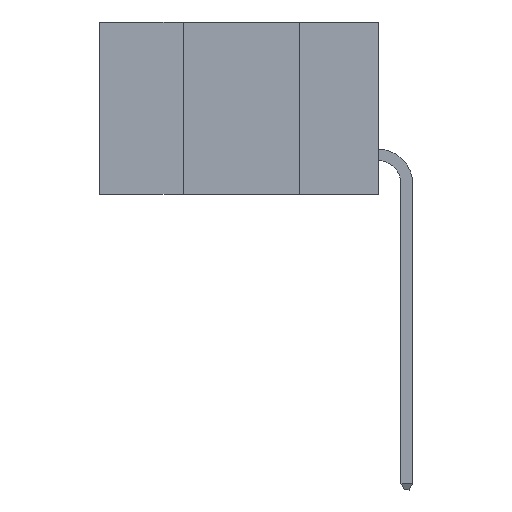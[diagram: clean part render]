
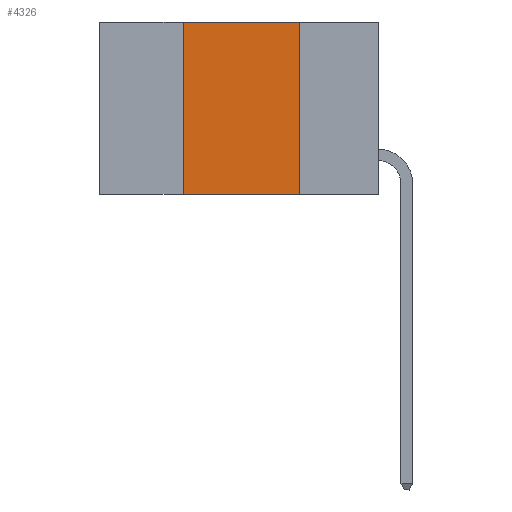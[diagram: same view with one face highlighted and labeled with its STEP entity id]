
A CAD part, left-side view. The second image highlights one B-rep face of the part: STEP entity #4326.
In plain terms, the highlighted planar face has unit normal (-1, 0, 0).
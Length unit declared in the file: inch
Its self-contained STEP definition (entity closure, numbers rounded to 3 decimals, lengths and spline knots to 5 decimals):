
#333 = ORIENTED_EDGE ( 'NONE', *, *, #7454, .T. ) ;
#854 = ORIENTED_EDGE ( 'NONE', *, *, #1823, .F. ) ;
#1823 = EDGE_CURVE ( 'NONE', #14611, #18577, #13763, .T. ) ;
#3124 = VERTEX_POINT ( 'NONE', #14868 ) ;
#3992 = AXIS2_PLACEMENT_3D ( 'NONE', #17984, #6029, #6024 ) ;
#4326 = ADVANCED_FACE ( 'NONE', ( #7635 ), #7411, .F. ) ;
#5361 = CARTESIAN_POINT ( 'NONE',  ( 0., 0.17, -0.37 ) ) ;
#5550 = CARTESIAN_POINT ( 'NONE',  ( 0., 0.17, 0. ) ) ;
#6024 = DIRECTION ( 'NONE',  ( 0., 0., -1. ) ) ;
#6029 = DIRECTION ( 'NONE',  ( 1., 0., 0. ) ) ;
#6625 = VERTEX_POINT ( 'NONE', #16326 ) ;
#7411 = PLANE ( 'NONE',  #3992 ) ;
#7454 = EDGE_CURVE ( 'NONE', #3124, #18577, #15705, .T. ) ;
#7635 = FACE_OUTER_BOUND ( 'NONE', #13062, .T. ) ;
#7759 = EDGE_CURVE ( 'NONE', #6625, #14611, #8645, .T. ) ;
#8338 = DIRECTION ( 'NONE',  ( 0., 0., 1. ) ) ;
#8645 = LINE ( 'NONE', #18920, #23064 ) ;
#10187 = LINE ( 'NONE', #12140, #20771 ) ;
#12140 = CARTESIAN_POINT ( 'NONE',  ( 0., 0.42, 0. ) ) ;
#13062 = EDGE_LOOP ( 'NONE', ( #854, #22412, #19674, #333 ) ) ;
#13536 = CARTESIAN_POINT ( 'NONE',  ( 0., 0.17, 0. ) ) ;
#13598 = EDGE_CURVE ( 'NONE', #3124, #6625, #10187, .T. ) ;
#13763 = LINE ( 'NONE', #13536, #23792 ) ;
#14611 = VERTEX_POINT ( 'NONE', #5550 ) ;
#14755 = DIRECTION ( 'NONE',  ( 0., 0., -1. ) ) ;
#14868 = CARTESIAN_POINT ( 'NONE',  ( 0., 0.42, -0.37 ) ) ;
#15705 = LINE ( 'NONE', #22679, #19527 ) ;
#16326 = CARTESIAN_POINT ( 'NONE',  ( 0., 0.42, 0. ) ) ;
#17984 = CARTESIAN_POINT ( 'NONE',  ( 0., 0.6, 0. ) ) ;
#18577 = VERTEX_POINT ( 'NONE', #5361 ) ;
#18738 = DIRECTION ( 'NONE',  ( 0., -1., 0. ) ) ;
#18920 = CARTESIAN_POINT ( 'NONE',  ( 0., 0.6, 0. ) ) ;
#19527 = VECTOR ( 'NONE', #22536, 39.37008 ) ;
#19674 = ORIENTED_EDGE ( 'NONE', *, *, #13598, .F. ) ;
#20771 = VECTOR ( 'NONE', #8338, 39.37008 ) ;
#22412 = ORIENTED_EDGE ( 'NONE', *, *, #7759, .F. ) ;
#22536 = DIRECTION ( 'NONE',  ( 0., -1., 0. ) ) ;
#22679 = CARTESIAN_POINT ( 'NONE',  ( 0., 0.6, -0.37 ) ) ;
#23064 = VECTOR ( 'NONE', #18738, 39.37008 ) ;
#23792 = VECTOR ( 'NONE', #14755, 39.37008 ) ;
